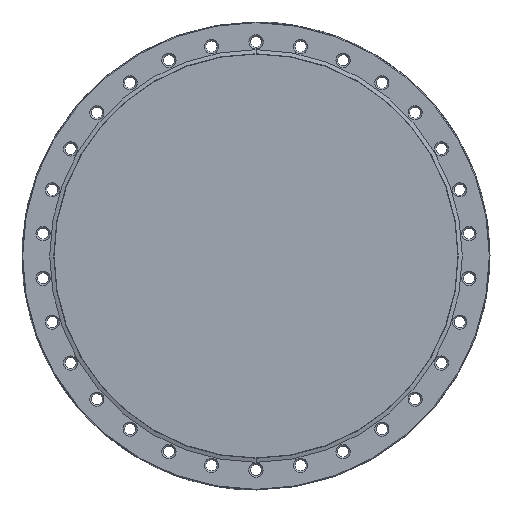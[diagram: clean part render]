
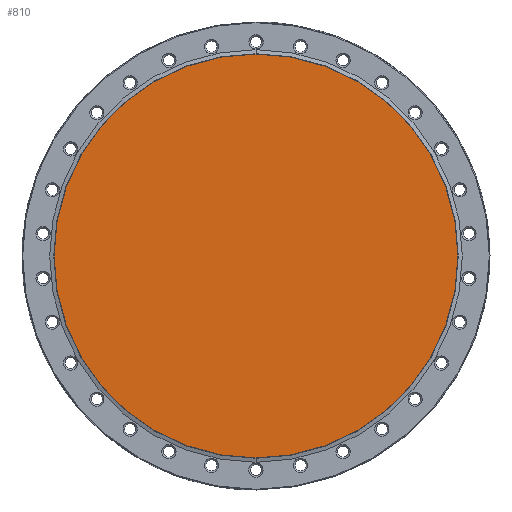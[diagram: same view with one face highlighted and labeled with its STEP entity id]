
A CAD part, front view. The second image highlights one B-rep face of the part: STEP entity #810.
In plain terms, the highlighted planar face has unit normal (0, -1, 0).
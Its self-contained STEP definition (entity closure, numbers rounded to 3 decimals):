
#17 = CARTESIAN_POINT ( 'NONE',  ( 0., 1.2, 0. ) ) ;
#320 = AXIS2_PLACEMENT_3D ( 'NONE', #17, #3313, #467 ) ;
#333 = ORIENTED_EDGE ( 'NONE', *, *, #6055, .T. ) ;
#467 = DIRECTION ( 'NONE',  ( 0., 0., -1. ) ) ;
#632 = CARTESIAN_POINT ( 'NONE',  ( 0., 1.2, 0. ) ) ;
#810 = ADVANCED_FACE ( 'NONE', ( #1927 ), #2631, .F. ) ;
#1090 = DIRECTION ( 'NONE',  ( 0., 0., -1. ) ) ;
#1170 = CARTESIAN_POINT ( 'NONE',  ( -153.432, 1.2, 0. ) ) ;
#1177 = CIRCLE ( 'NONE', #320, 153.432 ) ;
#1351 = EDGE_CURVE ( 'NONE', #3351, #5904, #4779, .T. ) ;
#1927 = FACE_OUTER_BOUND ( 'NONE', #3671, .T. ) ;
#2631 = PLANE ( 'NONE',  #3959 ) ;
#2977 = CARTESIAN_POINT ( 'NONE',  ( 0., 1.2, -153.432 ) ) ;
#3113 = DIRECTION ( 'NONE',  ( 0., 0., 1. ) ) ;
#3313 = DIRECTION ( 'NONE',  ( 0., -1., 0. ) ) ;
#3351 = VERTEX_POINT ( 'NONE', #2977 ) ;
#3671 = EDGE_LOOP ( 'NONE', ( #5703, #333 ) ) ;
#3956 = DIRECTION ( 'NONE',  ( 0., -1., 0. ) ) ;
#3959 = AXIS2_PLACEMENT_3D ( 'NONE', #1170, #5956, #3113 ) ;
#3983 = AXIS2_PLACEMENT_3D ( 'NONE', #632, #3956, #1090 ) ;
#4779 = CIRCLE ( 'NONE', #3983, 153.432 ) ;
#5449 = CARTESIAN_POINT ( 'NONE',  ( 0., 1.2, 153.432 ) ) ;
#5703 = ORIENTED_EDGE ( 'NONE', *, *, #1351, .T. ) ;
#5904 = VERTEX_POINT ( 'NONE', #5449 ) ;
#5956 = DIRECTION ( 'NONE',  ( 0., 1., 0. ) ) ;
#6055 = EDGE_CURVE ( 'NONE', #5904, #3351, #1177, .T. ) ;
